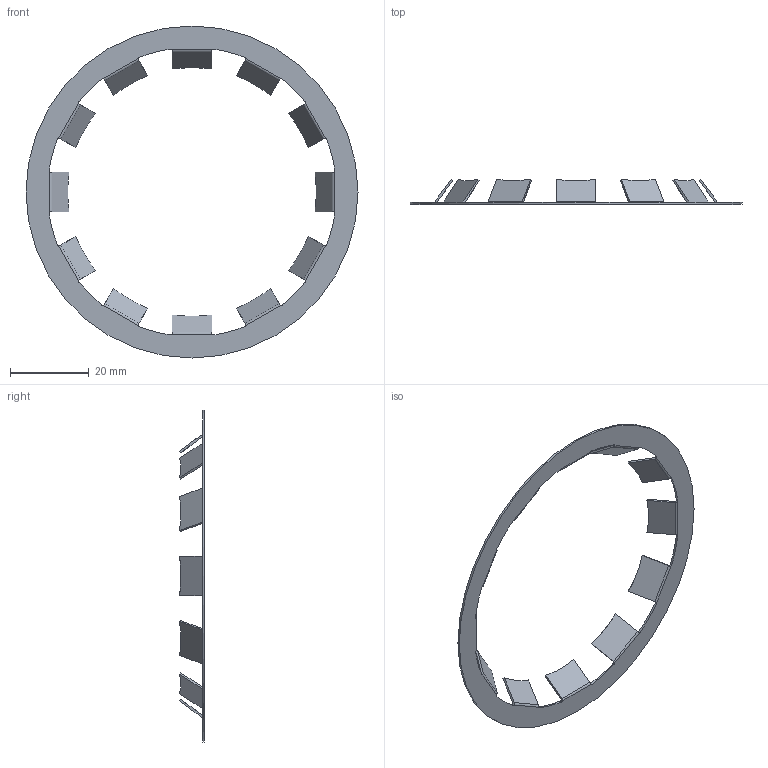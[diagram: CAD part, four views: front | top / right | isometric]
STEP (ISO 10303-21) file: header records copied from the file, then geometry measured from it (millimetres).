
FILE_DESCRIPTION (( 'STEP AP203' ), '1' );
FILE_NAME ('R216.063.000.STEP', '2015-06-09T11:46:27', ( '' ), ( '' ), 'SwSTEP 2.0', 'SolidWorks 2012', '' );
FILE_SCHEMA (( 'CONFIG_CONTROL_DESIGN' ));
Length unit declared in the file: millimetre
Products named in the file (1): R216.063.000
Bounding box: 84.4 x 6.35 x 84.4 mm (x, y, z)
Volume: 1143.2 mm3; surface area: 4912.7 mm2
Topology: 1 solids, 1 shells, 154 faces, 360 edges, 208 vertices
Faces by surface type: cylinder 80, plane 74
Entity records: 4417 total; most frequent: DIRECTION 830, CARTESIAN_POINT 723, ORIENTED_EDGE 720, EDGE_CURVE 360, AXIS2_PLACEMENT_3D 315, VERTEX_POINT 208, VECTOR 200, LINE 200
